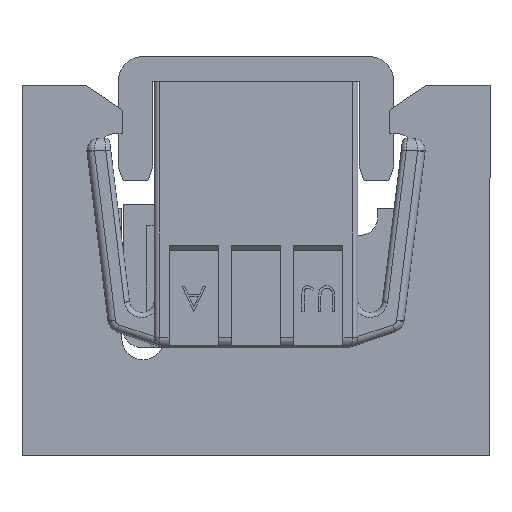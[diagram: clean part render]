
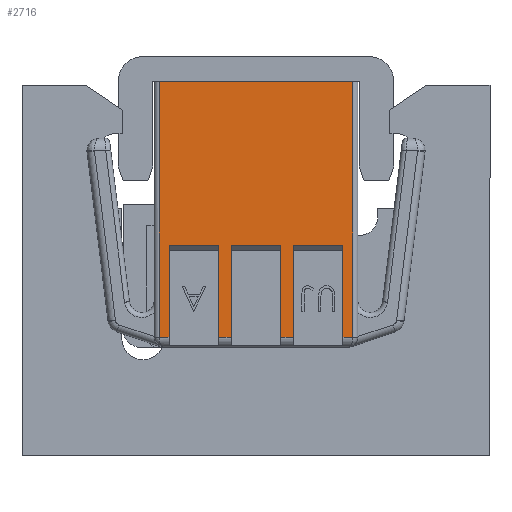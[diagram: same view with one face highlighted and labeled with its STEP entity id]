
A CAD part, front view. The second image highlights one B-rep face of the part: STEP entity #2716.
In plain terms, the highlighted planar face has unit normal (0, -1, 0).
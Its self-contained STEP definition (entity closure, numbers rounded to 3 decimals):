
#180 = EDGE_CURVE ( 'NONE', #14571, #9561, #5970, .T. ) ;
#447 = ORIENTED_EDGE ( 'NONE', *, *, #2321, .T. ) ;
#579 = ORIENTED_EDGE ( 'NONE', *, *, #7207, .F. ) ;
#660 = DIRECTION ( 'NONE',  ( 0., 0., -1. ) ) ;
#734 = ORIENTED_EDGE ( 'NONE', *, *, #1214, .T. ) ;
#896 = VECTOR ( 'NONE', #11017, 1000. ) ;
#1010 = ORIENTED_EDGE ( 'NONE', *, *, #13277, .T. ) ;
#1207 = ORIENTED_EDGE ( 'NONE', *, *, #11074, .T. ) ;
#1214 = EDGE_CURVE ( 'NONE', #2437, #6909, #15529, .T. ) ;
#1249 = CARTESIAN_POINT ( 'NONE',  ( -0.15, -6.04, -10.7 ) ) ;
#1388 = LINE ( 'NONE', #6019, #7951 ) ;
#1457 = CARTESIAN_POINT ( 'NONE',  ( 0.25, -6.04, -6.6 ) ) ;
#1599 = EDGE_CURVE ( 'NONE', #5451, #15223, #13842, .T. ) ;
#1806 = CARTESIAN_POINT ( 'NONE',  ( 7.25, -6.04, -6.6 ) ) ;
#1857 = VECTOR ( 'NONE', #660, 1000. ) ;
#1935 = DIRECTION ( 'NONE',  ( 0., -1., 0. ) ) ;
#2273 = CARTESIAN_POINT ( 'NONE',  ( 2.75, -6.04, -10.3 ) ) ;
#2321 = EDGE_CURVE ( 'NONE', #5451, #2437, #1388, .T. ) ;
#2437 = VERTEX_POINT ( 'NONE', #9853 ) ;
#2547 = ORIENTED_EDGE ( 'NONE', *, *, #15296, .T. ) ;
#2716 = ADVANCED_FACE ( 'NONE', ( #3280 ), #9304, .T. ) ;
#2808 = VECTOR ( 'NONE', #9129, 1000. ) ;
#3011 = CARTESIAN_POINT ( 'NONE',  ( 2.25, -6.04, -6.6 ) ) ;
#3280 = FACE_OUTER_BOUND ( 'NONE', #4398, .T. ) ;
#3355 = DIRECTION ( 'NONE',  ( 0., 0., -1. ) ) ;
#3384 = CARTESIAN_POINT ( 'NONE',  ( 0.25, -6.04, -6.6 ) ) ;
#3944 = EDGE_CURVE ( 'NONE', #4183, #13680, #4368, .T. ) ;
#3993 = CARTESIAN_POINT ( 'NONE',  ( 2.25, -6.04, -10.3 ) ) ;
#4080 = CARTESIAN_POINT ( 'NONE',  ( 1.25, -6.04, -6.6 ) ) ;
#4124 = CARTESIAN_POINT ( 'NONE',  ( 7.25, -6.04, -10.3 ) ) ;
#4183 = VERTEX_POINT ( 'NONE', #8482 ) ;
#4368 = LINE ( 'NONE', #13924, #2808 ) ;
#4383 = VERTEX_POINT ( 'NONE', #3993 ) ;
#4398 = EDGE_LOOP ( 'NONE', ( #10553, #1207, #10953, #7719, #1010, #2547, #11546, #14697, #447, #734, #579, #9285, #8689, #5786, #12272, #9448 ) ) ;
#4453 = CARTESIAN_POINT ( 'NONE',  ( 5.25, -6.04, -6.6 ) ) ;
#4681 = EDGE_CURVE ( 'NONE', #13187, #13680, #9903, .T. ) ;
#4857 = DIRECTION ( 'NONE',  ( 1., 0., 0. ) ) ;
#4951 = VECTOR ( 'NONE', #12231, 1000. ) ;
#5313 = CARTESIAN_POINT ( 'NONE',  ( 0.25, -6.04, -10.3 ) ) ;
#5338 = DIRECTION ( 'NONE',  ( -1., 0., 0. ) ) ;
#5374 = VECTOR ( 'NONE', #11570, 1000. ) ;
#5451 = VERTEX_POINT ( 'NONE', #14588 ) ;
#5579 = DIRECTION ( 'NONE',  ( 0., 0., -1. ) ) ;
#5786 = ORIENTED_EDGE ( 'NONE', *, *, #10687, .T. ) ;
#5894 = VECTOR ( 'NONE', #5579, 1000. ) ;
#5970 = LINE ( 'NONE', #3384, #12394 ) ;
#6019 = CARTESIAN_POINT ( 'NONE',  ( 4.75, -6.04, -6.6 ) ) ;
#6361 = DIRECTION ( 'NONE',  ( 0., 0., -1. ) ) ;
#6737 = LINE ( 'NONE', #14028, #12762 ) ;
#6741 = CARTESIAN_POINT ( 'NONE',  ( 5., -6.04, -10.3 ) ) ;
#6841 = VECTOR ( 'NONE', #8950, 1000. ) ;
#6843 = CARTESIAN_POINT ( 'NONE',  ( 0., -6.04, -10.7 ) ) ;
#6909 = VERTEX_POINT ( 'NONE', #8437 ) ;
#7084 = VERTEX_POINT ( 'NONE', #4124 ) ;
#7207 = EDGE_CURVE ( 'NONE', #8948, #6909, #11582, .T. ) ;
#7285 = VECTOR ( 'NONE', #6361, 1000. ) ;
#7719 = ORIENTED_EDGE ( 'NONE', *, *, #13370, .F. ) ;
#7951 = VECTOR ( 'NONE', #15648, 1000. ) ;
#8212 = LINE ( 'NONE', #1249, #4951 ) ;
#8437 = CARTESIAN_POINT ( 'NONE',  ( 5.25, -6.04, -10.3 ) ) ;
#8461 = LINE ( 'NONE', #13242, #11284 ) ;
#8482 = CARTESIAN_POINT ( 'NONE',  ( 7.65, -6.04, -10.3 ) ) ;
#8487 = CARTESIAN_POINT ( 'NONE',  ( 7.65, -6.04, 0. ) ) ;
#8601 = CARTESIAN_POINT ( 'NONE',  ( 3.75, -6.04, -6.6 ) ) ;
#8689 = ORIENTED_EDGE ( 'NONE', *, *, #11875, .T. ) ;
#8763 = CARTESIAN_POINT ( 'NONE',  ( 2.25, -6.04, -6.6 ) ) ;
#8948 = VERTEX_POINT ( 'NONE', #4453 ) ;
#8950 = DIRECTION ( 'NONE',  ( 1., 0., 0. ) ) ;
#9005 = LINE ( 'NONE', #1806, #5374 ) ;
#9129 = DIRECTION ( 'NONE',  ( 0., 0., 1. ) ) ;
#9220 = VERTEX_POINT ( 'NONE', #3011 ) ;
#9285 = ORIENTED_EDGE ( 'NONE', *, *, #11177, .F. ) ;
#9304 = PLANE ( 'NONE',  #11125 ) ;
#9404 = CARTESIAN_POINT ( 'NONE',  ( 0., -6.04, 0. ) ) ;
#9448 = ORIENTED_EDGE ( 'NONE', *, *, #4681, .F. ) ;
#9520 = VECTOR ( 'NONE', #10617, 1000. ) ;
#9561 = VERTEX_POINT ( 'NONE', #5313 ) ;
#9853 = CARTESIAN_POINT ( 'NONE',  ( 4.75, -6.04, -10.3 ) ) ;
#9903 = LINE ( 'NONE', #9404, #9520 ) ;
#10165 = VECTOR ( 'NONE', #4857, 1000. ) ;
#10482 = CARTESIAN_POINT ( 'NONE',  ( -0.15, -6.04, -10.3 ) ) ;
#10515 = DIRECTION ( 'NONE',  ( 0., 0., -1. ) ) ;
#10521 = LINE ( 'NONE', #8763, #7285 ) ;
#10553 = ORIENTED_EDGE ( 'NONE', *, *, #14447, .T. ) ;
#10617 = DIRECTION ( 'NONE',  ( 1., 0., 0. ) ) ;
#10687 = EDGE_CURVE ( 'NONE', #7084, #4183, #13324, .T. ) ;
#10953 = ORIENTED_EDGE ( 'NONE', *, *, #180, .F. ) ;
#11017 = DIRECTION ( 'NONE',  ( -1., 0., 0. ) ) ;
#11074 = EDGE_CURVE ( 'NONE', #14237, #9561, #6737, .T. ) ;
#11125 = AXIS2_PLACEMENT_3D ( 'NONE', #6843, #1935, #10515 ) ;
#11177 = EDGE_CURVE ( 'NONE', #11742, #8948, #8461, .T. ) ;
#11268 = CARTESIAN_POINT ( 'NONE',  ( 7.25, -6.04, -6.6 ) ) ;
#11284 = VECTOR ( 'NONE', #14450, 1000. ) ;
#11372 = CARTESIAN_POINT ( 'NONE',  ( 2.5, -6.04, -10.3 ) ) ;
#11546 = ORIENTED_EDGE ( 'NONE', *, *, #14200, .F. ) ;
#11570 = DIRECTION ( 'NONE',  ( 0., 0., -1. ) ) ;
#11582 = LINE ( 'NONE', #12810, #5894 ) ;
#11599 = DIRECTION ( 'NONE',  ( 1., 0., 0. ) ) ;
#11742 = VERTEX_POINT ( 'NONE', #11268 ) ;
#11875 = EDGE_CURVE ( 'NONE', #11742, #7084, #9005, .T. ) ;
#12089 = CARTESIAN_POINT ( 'NONE',  ( 2.75, -6.04, -6.6 ) ) ;
#12231 = DIRECTION ( 'NONE',  ( 0., 0., -1. ) ) ;
#12272 = ORIENTED_EDGE ( 'NONE', *, *, #3944, .T. ) ;
#12362 = VECTOR ( 'NONE', #11599, 1000. ) ;
#12394 = VECTOR ( 'NONE', #3355, 1000. ) ;
#12762 = VECTOR ( 'NONE', #12833, 1000. ) ;
#12810 = CARTESIAN_POINT ( 'NONE',  ( 5.25, -6.04, -6.6 ) ) ;
#12833 = DIRECTION ( 'NONE',  ( 1., 0., 0. ) ) ;
#12921 = LINE ( 'NONE', #4080, #15732 ) ;
#13187 = VERTEX_POINT ( 'NONE', #13303 ) ;
#13242 = CARTESIAN_POINT ( 'NONE',  ( 6.25, -6.04, -6.6 ) ) ;
#13277 = EDGE_CURVE ( 'NONE', #9220, #4383, #10521, .T. ) ;
#13303 = CARTESIAN_POINT ( 'NONE',  ( -0.15, -6.04, 0. ) ) ;
#13324 = LINE ( 'NONE', #15671, #10165 ) ;
#13370 = EDGE_CURVE ( 'NONE', #9220, #14571, #12921, .T. ) ;
#13670 = VERTEX_POINT ( 'NONE', #2273 ) ;
#13680 = VERTEX_POINT ( 'NONE', #8487 ) ;
#13842 = LINE ( 'NONE', #8601, #896 ) ;
#13924 = CARTESIAN_POINT ( 'NONE',  ( 7.65, -6.04, -10.7 ) ) ;
#13989 = LINE ( 'NONE', #11372, #6841 ) ;
#14028 = CARTESIAN_POINT ( 'NONE',  ( -0.05, -6.04, -10.3 ) ) ;
#14200 = EDGE_CURVE ( 'NONE', #15223, #13670, #14771, .T. ) ;
#14237 = VERTEX_POINT ( 'NONE', #10482 ) ;
#14447 = EDGE_CURVE ( 'NONE', #13187, #14237, #8212, .T. ) ;
#14450 = DIRECTION ( 'NONE',  ( -1., 0., 0. ) ) ;
#14571 = VERTEX_POINT ( 'NONE', #1457 ) ;
#14588 = CARTESIAN_POINT ( 'NONE',  ( 4.75, -6.04, -6.6 ) ) ;
#14697 = ORIENTED_EDGE ( 'NONE', *, *, #1599, .F. ) ;
#14771 = LINE ( 'NONE', #15216, #1857 ) ;
#15216 = CARTESIAN_POINT ( 'NONE',  ( 2.75, -6.04, -6.6 ) ) ;
#15223 = VERTEX_POINT ( 'NONE', #12089 ) ;
#15296 = EDGE_CURVE ( 'NONE', #4383, #13670, #13989, .T. ) ;
#15529 = LINE ( 'NONE', #6741, #12362 ) ;
#15648 = DIRECTION ( 'NONE',  ( 0., 0., -1. ) ) ;
#15671 = CARTESIAN_POINT ( 'NONE',  ( 7.85, -6.04, -10.3 ) ) ;
#15732 = VECTOR ( 'NONE', #5338, 1000. ) ;
